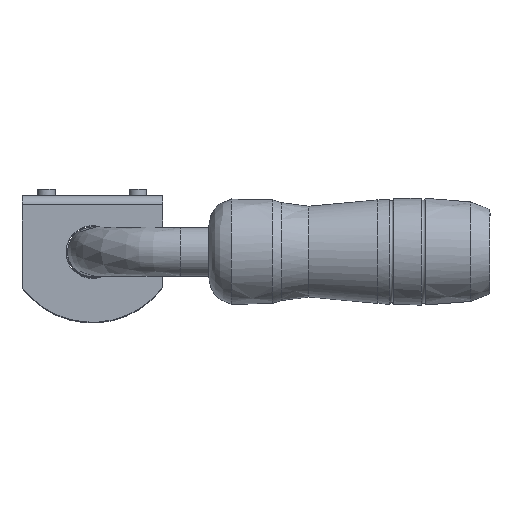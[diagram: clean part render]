
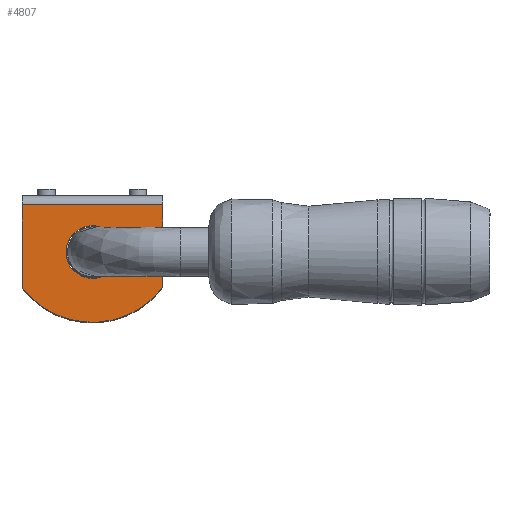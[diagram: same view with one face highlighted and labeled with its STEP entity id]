
A CAD part, top view. The second image highlights one B-rep face of the part: STEP entity #4807.
In plain terms, the highlighted free-form (B-spline) face has degree [1, 1] with [2, 2] control points.
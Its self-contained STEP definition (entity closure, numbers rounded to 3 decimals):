
#4235 = VERTEX_POINT('',#4236);
#4236 = CARTESIAN_POINT('',(-823.757,-24.551,
    370.436));
#4242 = EDGE_CURVE('',#4243,#4235,#4245,.T.);
#4243 = VERTEX_POINT('',#4244);
#4244 = CARTESIAN_POINT('',(-823.757,-49.971,
    370.436));
#4245 = B_SPLINE_CURVE_WITH_KNOTS('',1,(#4246,#4247),.UNSPECIFIED.,.F.,
  .F.,(2,2),(11.,34.4),.PIECEWISE_BEZIER_KNOTS.);
#4246 = CARTESIAN_POINT('',(-823.757,-49.971,
    370.436));
#4247 = CARTESIAN_POINT('',(-823.757,-24.551,
    370.436));
#4316 = VERTEX_POINT('',#4317);
#4317 = CARTESIAN_POINT('',(-780.305,-24.551,
    370.436));
#4323 = EDGE_CURVE('',#4324,#4316,#4326,.T.);
#4324 = VERTEX_POINT('',#4325);
#4325 = CARTESIAN_POINT('',(-780.305,-49.971,
    370.436));
#4326 = B_SPLINE_CURVE_WITH_KNOTS('',1,(#4327,#4328),.UNSPECIFIED.,.F.,
  .F.,(2,2),(11.,34.4),.PIECEWISE_BEZIER_KNOTS.);
#4327 = CARTESIAN_POINT('',(-780.305,-49.971,
    370.436));
#4328 = CARTESIAN_POINT('',(-780.305,-24.551,
    370.436));
#4792 = EDGE_CURVE('',#4243,#4324,#4793,.T.);
#4793 = ( BOUNDED_CURVE() B_SPLINE_CURVE(2,(#4794,#4795,#4796),
.UNSPECIFIED.,.F.,.F.) B_SPLINE_CURVE_WITH_KNOTS((3,3),(3.785,
5.64),.PIECEWISE_BEZIER_KNOTS.) CURVE() 
GEOMETRIC_REPRESENTATION_ITEM() RATIONAL_B_SPLINE_CURVE((1.,0.6,1.)) 
REPRESENTATION_ITEM('') );
#4794 = CARTESIAN_POINT('',(-823.757,-49.971,
    370.436));
#4795 = CARTESIAN_POINT('',(-802.031,-78.939,
    370.436));
#4796 = CARTESIAN_POINT('',(-780.305,-49.971,
    370.436));
#4807 = ADVANCED_FACE('',(#4808,#4818),#4832,.T.);
#4808 = FACE_BOUND('',#4809,.T.);
#4809 = EDGE_LOOP('',(#4810,#4811,#4812,#4813));
#4810 = ORIENTED_EDGE('',*,*,#4242,.F.);
#4811 = ORIENTED_EDGE('',*,*,#4792,.T.);
#4812 = ORIENTED_EDGE('',*,*,#4323,.T.);
#4813 = ORIENTED_EDGE('',*,*,#4814,.F.);
#4814 = EDGE_CURVE('',#4235,#4316,#4815,.T.);
#4815 = B_SPLINE_CURVE_WITH_KNOTS('',1,(#4816,#4817),.UNSPECIFIED.,.F.,
  .F.,(2,2),(0.,40.),.PIECEWISE_BEZIER_KNOTS.);
#4816 = CARTESIAN_POINT('',(-823.757,-24.551,
    370.436));
#4817 = CARTESIAN_POINT('',(-780.305,-24.551,
    370.436));
#4818 = FACE_BOUND('',#4819,.T.);
#4819 = EDGE_LOOP('',(#4820));
#4820 = ORIENTED_EDGE('',*,*,#4821,.F.);
#4821 = EDGE_CURVE('',#4822,#4822,#4824,.T.);
#4822 = VERTEX_POINT('',#4823);
#4823 = CARTESIAN_POINT('',(-793.884,-39.108,
    370.436));
#4824 = ( BOUNDED_CURVE() B_SPLINE_CURVE(2,(#4825,#4826,#4827,#4828,
#4829,#4830,#4831),.UNSPECIFIED.,.T.,.F.) B_SPLINE_CURVE_WITH_KNOTS((1,2
    ,2,2,2,1),(-2.094,0.,2.094,4.189,
6.283,8.378),.UNSPECIFIED.) CURVE() 
GEOMETRIC_REPRESENTATION_ITEM() RATIONAL_B_SPLINE_CURVE((1.,0.5,1.,0.5,
1.,0.5,1.)) REPRESENTATION_ITEM('') );
#4825 = CARTESIAN_POINT('',(-793.884,-39.108,
    370.436));
#4826 = CARTESIAN_POINT('',(-793.884,-24.996,
    370.436));
#4827 = CARTESIAN_POINT('',(-806.105,-32.052,
    370.436));
#4828 = CARTESIAN_POINT('',(-818.326,-39.108,
    370.436));
#4829 = CARTESIAN_POINT('',(-806.105,-46.163,
    370.436));
#4830 = CARTESIAN_POINT('',(-793.884,-53.219,
    370.436));
#4831 = CARTESIAN_POINT('',(-793.884,-39.108,
    370.436));
#4832 = B_SPLINE_SURFACE_WITH_KNOTS('',1,1,(
    (#4833,#4834)
    ,(#4835,#4836
    )),.UNSPECIFIED.,.F.,.F.,.F.,(2,2),(2,2),(1.,34.4),(-40.,
    0.),.PIECEWISE_BEZIER_KNOTS.);
#4833 = CARTESIAN_POINT('',(-780.305,-60.834,
    370.436));
#4834 = CARTESIAN_POINT('',(-823.757,-60.834,
    370.436));
#4835 = CARTESIAN_POINT('',(-780.305,-24.551,
    370.436));
#4836 = CARTESIAN_POINT('',(-823.757,-24.551,
    370.436));
